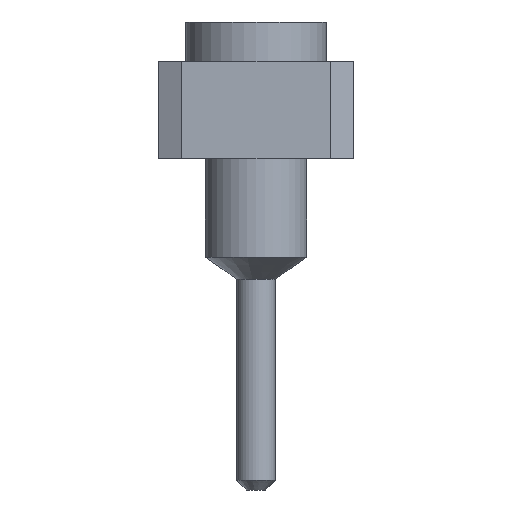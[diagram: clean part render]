
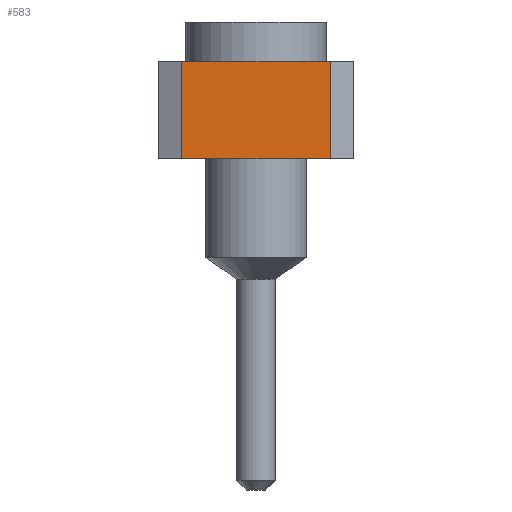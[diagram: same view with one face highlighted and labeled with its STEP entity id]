
A CAD part, left-side view. The second image highlights one B-rep face of the part: STEP entity #583.
In plain terms, the highlighted planar face has unit normal (-1, 0, 0).
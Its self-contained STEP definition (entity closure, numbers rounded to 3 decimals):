
#583=ADVANCED_FACE('',(#1294),#1296,.T.);
#1294=FACE_BOUND('',#1295,.T.);
#1295=EDGE_LOOP('',(#1929,#1930,#1931,#1932));
#1296=PLANE('',#1297);
#1297=AXIS2_PLACEMENT_3D('',#1298,#1299,#1300);
#1298=CARTESIAN_POINT('',(-1.385,0.97,1.57));
#1299=DIRECTION('',(-1.,0.,0.));
#1300=DIRECTION('',(0.,-1.,0.));
#1929=ORIENTED_EDGE('',*,*,#2186,.T.);
#1930=ORIENTED_EDGE('',*,*,#2235,.T.);
#1931=ORIENTED_EDGE('',*,*,#2117,.F.);
#1932=ORIENTED_EDGE('',*,*,#2234,.F.);
#2117=EDGE_CURVE('',#2353,#2355,#2356,.T.);
#2186=EDGE_CURVE('',#2488,#2486,#2489,.T.);
#2234=EDGE_CURVE('',#2488,#2353,#2559,.T.);
#2235=EDGE_CURVE('',#2486,#2355,#2560,.T.);
#2353=VERTEX_POINT('',#2782);
#2355=VERTEX_POINT('',#2786);
#2356=LINE('',#2787,#2788);
#2486=VERTEX_POINT('',#3072);
#2488=VERTEX_POINT('',#3076);
#2489=LINE('',#3077,#3078);
#2559=LINE('',#3253,#3254);
#2560=LINE('',#3256,#3257);
#2782=CARTESIAN_POINT('',(-1.385,0.97,2.84));
#2786=CARTESIAN_POINT('',(-1.385,-0.97,2.84));
#2787=CARTESIAN_POINT('',(-1.385,0.97,2.84));
#2788=VECTOR('',#2789,1.);
#2789=DIRECTION('',(0.,-1.,0.));
#3072=CARTESIAN_POINT('',(-1.385,-0.97,1.57));
#3076=CARTESIAN_POINT('',(-1.385,0.97,1.57));
#3077=CARTESIAN_POINT('',(-1.385,0.97,1.57));
#3078=VECTOR('',#3079,1.);
#3079=DIRECTION('',(0.,-1.,0.));
#3253=CARTESIAN_POINT('',(-1.385,0.97,1.57));
#3254=VECTOR('',#3255,1.);
#3255=DIRECTION('',(0.,0.,1.));
#3256=CARTESIAN_POINT('',(-1.385,-0.97,1.57));
#3257=VECTOR('',#3258,1.);
#3258=DIRECTION('',(0.,0.,1.));
